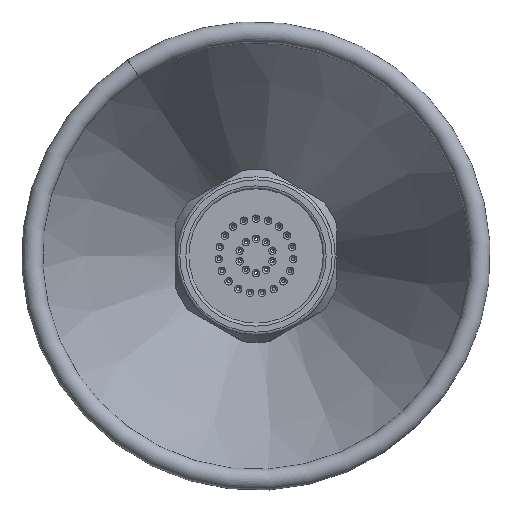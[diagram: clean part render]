
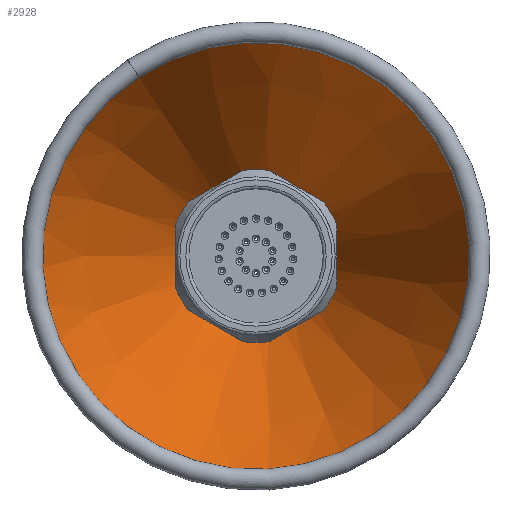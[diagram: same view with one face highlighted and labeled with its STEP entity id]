
A CAD part, front view. The second image highlights one B-rep face of the part: STEP entity #2928.
In plain terms, the highlighted conical face has half-angle 26.565 degrees and reference radius 24.103 mm.
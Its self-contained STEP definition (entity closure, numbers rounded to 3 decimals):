
#32=LINE('',#4356,#70);
#33=LINE('',#4360,#71);
#70=VECTOR('',#3738,1000.);
#71=VECTOR('',#3741,1000.);
#340=CONICAL_SURFACE('',#3195,24.103,0.464);
#674=ORIENTED_EDGE('',*,*,#908,.F.);
#675=ORIENTED_EDGE('',*,*,#929,.F.);
#676=ORIENTED_EDGE('',*,*,#930,.T.);
#677=ORIENTED_EDGE('',*,*,#931,.F.);
#678=ORIENTED_EDGE('',*,*,#932,.F.);
#908=EDGE_CURVE('',#1102,#1102,#1269,.F.);
#929=EDGE_CURVE('',#1123,#1124,#1290,.F.);
#930=EDGE_CURVE('',#1123,#1125,#32,.F.);
#931=EDGE_CURVE('',#1126,#1125,#1291,.F.);
#932=EDGE_CURVE('',#1124,#1126,#33,.F.);
#1102=VERTEX_POINT('',#4291);
#1123=VERTEX_POINT('',#4354);
#1124=VERTEX_POINT('',#4355);
#1125=VERTEX_POINT('',#4357);
#1126=VERTEX_POINT('',#4359);
#1269=CIRCLE('',#3154,25.635);
#1290=CIRCLE('',#3196,73.875);
#1291=CIRCLE('',#3197,71.493);
#1569=EDGE_LOOP('',(#674));
#1570=EDGE_LOOP('',(#675,#676,#677,#678));
#1852=FACE_BOUND('',#1569,.T.);
#1853=FACE_BOUND('',#1570,.T.);
#2928=ADVANCED_FACE('',(#1852,#1853),#340,.F.);
#3154=AXIS2_PLACEMENT_3D('',#4290,#3652,#3653);
#3195=AXIS2_PLACEMENT_3D('',#4352,#3734,#3735);
#3196=AXIS2_PLACEMENT_3D('',#4353,#3736,#3737);
#3197=AXIS2_PLACEMENT_3D('',#4358,#3739,#3740);
#3652=DIRECTION('',(0.,1.,0.));
#3653=DIRECTION('',(-1.,0.,0.));
#3734=DIRECTION('',(0.,-1.,0.));
#3735=DIRECTION('',(-0.412,0.,0.911));
#3736=DIRECTION('',(0.,-1.,0.));
#3737=DIRECTION('',(-0.412,0.,0.911));
#3738=DIRECTION('',(-0.245,-0.894,0.374));
#3739=DIRECTION('',(0.,-1.,0.));
#3740=DIRECTION('',(1.,0.,0.));
#3741=DIRECTION('',(-0.245,-0.894,0.374));
#4290=CARTESIAN_POINT('',(0.,22.354,0.));
#4291=CARTESIAN_POINT('',(-25.635,22.354,0.));
#4352=CARTESIAN_POINT('',(0.,25.418,0.));
#4353=CARTESIAN_POINT('',(0.,-74.125,0.));
#4354=CARTESIAN_POINT('',(-40.513,-74.125,61.775));
#4355=CARTESIAN_POINT('',(-40.405,-74.125,61.846));
#4356=CARTESIAN_POINT('',(0.,73.624,0.));
#4357=CARTESIAN_POINT('',(-39.207,-69.361,59.783));
#4358=CARTESIAN_POINT('',(0.,-69.361,0.));
#4359=CARTESIAN_POINT('',(-39.103,-69.361,59.852));
#4360=CARTESIAN_POINT('',(0.,73.624,0.));
